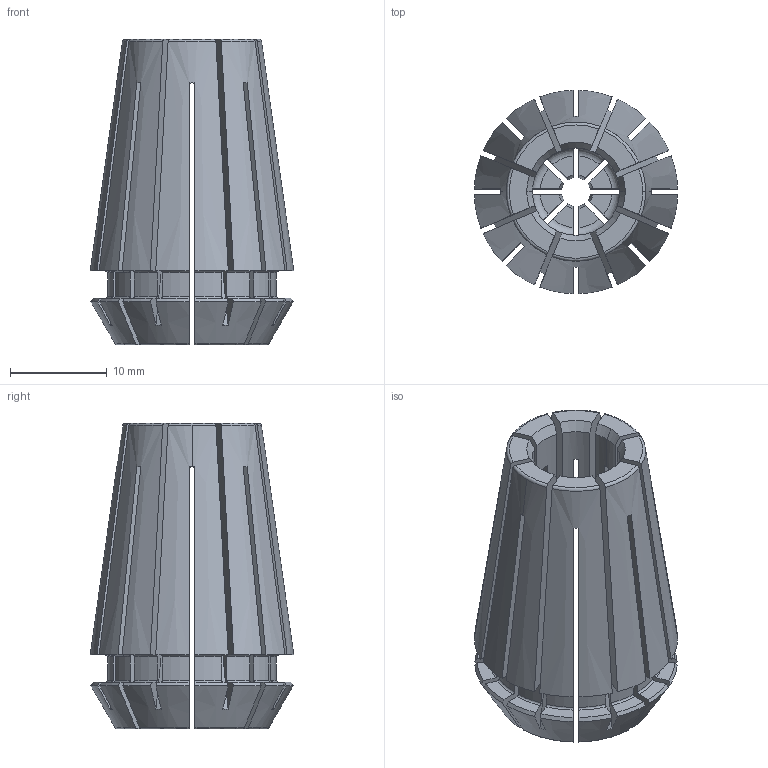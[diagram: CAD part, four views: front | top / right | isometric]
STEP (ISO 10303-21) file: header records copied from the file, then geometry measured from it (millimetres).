
FILE_DESCRIPTION(('HOOPS Exchange Step'),'2;1');
FILE_NAME('export-E6967122-0595-4135-906B-3CB8C4DD44C8.stp','2024-09-16T10:13:53+02:00',('Engineering'),('Alibre'),'HOOPS Exchange 2024.3','Alibre','Unknown authorisation');
FILE_SCHEMA( ('AP242_MANAGED_MODEL_BASED_3D_ENGINEERING_MIM_LF {1 0 10303 442 1 1 4 }') );
Length unit declared in the file: millimetre
Products named in the file (1): 7006 Single ER 20-UP Collet 3.00mm ULTRA Precision Swiss Quality
Bounding box: 20.99 x 20.99 x 31.5 mm (x, y, z)
Volume: 5616.2 mm3; surface area: 6736.8 mm2
Topology: 1 solids, 1 shells, 263 faces, 776 edges, 513 vertices
Faces by surface type: plane 104, torus 73, cone 44, cylinder 42
Entity records: 9237 total; most frequent: CARTESIAN_POINT 2269, ORIENTED_EDGE 1552, DIRECTION 1414, EDGE_CURVE 776, AXIS2_PLACEMENT_3D 568, VERTEX_POINT 513, CIRCLE 295, VECTOR 278
